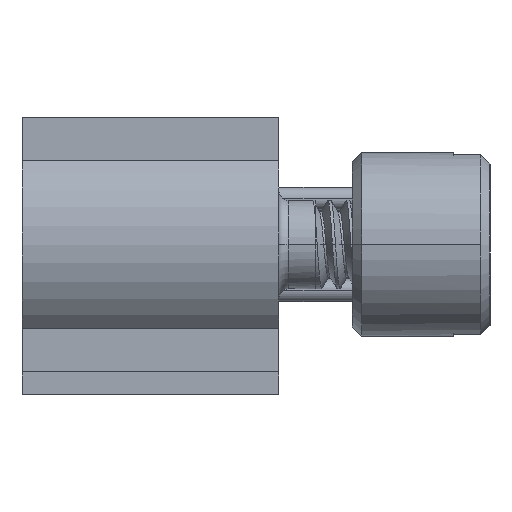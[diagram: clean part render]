
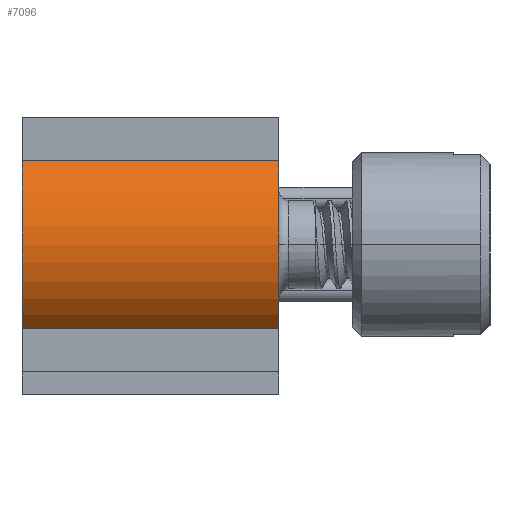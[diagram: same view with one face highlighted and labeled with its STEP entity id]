
A CAD part, left-side view. The second image highlights one B-rep face of the part: STEP entity #7096.
In plain terms, the highlighted cylindrical face has radius 2.5 mm (diameter 5 mm), a partial arc.
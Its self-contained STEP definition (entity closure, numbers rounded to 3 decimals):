
#79=CARTESIAN_POINT('',(-12.5,3.4,0.));
#80=DIRECTION('',(0.,-1.,0.));
#81=DIRECTION('',(-0.68,0.,0.733));
#82=AXIS2_PLACEMENT_3D('',#79,#80,#81);
#565=CARTESIAN_POINT('',(-12.5,-2.2,0.));
#566=DIRECTION('',(0.,-1.,0.));
#567=DIRECTION('',(-0.68,0.,0.733));
#568=AXIS2_PLACEMENT_3D('',#565,#566,#567);
#3514=DIRECTION('',(0.,-1.,0.));
#3515=VECTOR('',#3514,5.6);
#3516=CARTESIAN_POINT('',(-14.2,3.4,1.833));
#3517=LINE('',#3516,#3515);
#3521=DIRECTION('',(0.,-1.,0.));
#3522=VECTOR('',#3521,5.6);
#3523=CARTESIAN_POINT('',(-14.2,3.4,-1.833));
#3524=LINE('',#3523,#3522);
#4038=CARTESIAN_POINT('',(-14.2,3.4,1.833));
#4040=VERTEX_POINT('',#4038);
#4041=CARTESIAN_POINT('',(-14.2,3.4,-1.833));
#4042=VERTEX_POINT('',#4041);
#4047=CARTESIAN_POINT('',(-14.2,-2.2,1.833));
#4048=VERTEX_POINT('',#4047);
#4049=CARTESIAN_POINT('',(-14.2,-2.2,-1.833));
#4050=VERTEX_POINT('',#4049);
#7084=CARTESIAN_POINT('',(-12.5,3.4,0.));
#7085=DIRECTION('',(0.,-1.,0.));
#7086=DIRECTION('',(-1.,0.,0.));
#7087=AXIS2_PLACEMENT_3D('',#7084,#7085,#7086);
#7088=CYLINDRICAL_SURFACE('',#7087,2.5);
#7089=ORIENTED_EDGE('',*,*,#4162,.F.);
#7090=ORIENTED_EDGE('',*,*,#7079,.T.);
#7091=ORIENTED_EDGE('',*,*,#4484,.T.);
#7093=ORIENTED_EDGE('',*,*,#7092,.F.);
#7094=EDGE_LOOP('',(#7089,#7090,#7091,#7093));
#7095=FACE_OUTER_BOUND('',#7094,.F.);
#83=CIRCLE('',#82,2.5);
#569=CIRCLE('',#568,2.5);
#4162=EDGE_CURVE('',#4040,#4042,#83,.T.);
#4484=EDGE_CURVE('',#4048,#4050,#569,.T.);
#7079=EDGE_CURVE('',#4040,#4048,#3517,.T.);
#7092=EDGE_CURVE('',#4042,#4050,#3524,.T.);
#7096=ADVANCED_FACE('',(#7095),#7088,.T.);
